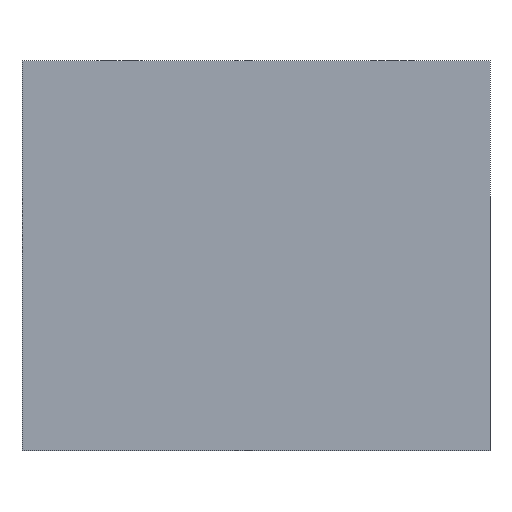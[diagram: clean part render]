
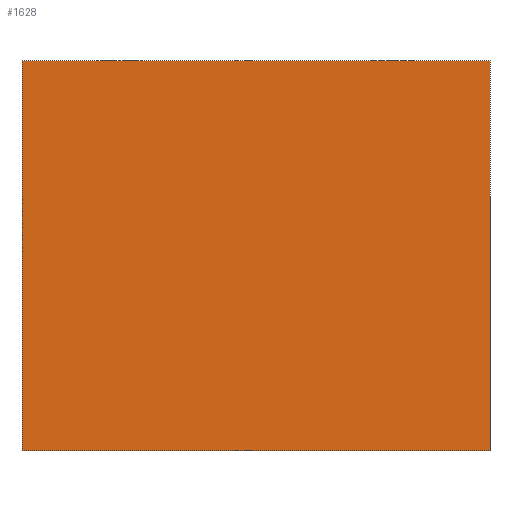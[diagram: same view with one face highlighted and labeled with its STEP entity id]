
A CAD part, front view. The second image highlights one B-rep face of the part: STEP entity #1628.
In plain terms, the highlighted planar face has unit normal (0, -1, 0).
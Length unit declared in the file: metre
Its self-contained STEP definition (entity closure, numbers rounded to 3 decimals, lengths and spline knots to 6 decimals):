
#334=ORIENTED_EDGE('',*,*,#831,.T.);
#335=ORIENTED_EDGE('',*,*,#832,.T.);
#336=ORIENTED_EDGE('',*,*,#796,.F.);
#337=ORIENTED_EDGE('',*,*,#833,.F.);
#796=EDGE_CURVE('',#1051,#1052,#1177,.T.);
#831=EDGE_CURVE('',#1076,#1077,#1193,.T.);
#832=EDGE_CURVE('',#1077,#1052,#1194,.T.);
#833=EDGE_CURVE('',#1076,#1051,#1195,.T.);
#1051=VERTEX_POINT('',#2660);
#1052=VERTEX_POINT('',#2662);
#1076=VERTEX_POINT('',#2731);
#1077=VERTEX_POINT('',#2732);
#1177=LINE('',#2661,#1299);
#1193=LINE('',#2730,#1315);
#1194=LINE('',#2733,#1316);
#1195=LINE('',#2734,#1317);
#1299=VECTOR('',#2071,1.);
#1315=VECTOR('',#2145,1.);
#1316=VECTOR('',#2146,1.);
#1317=VECTOR('',#2147,1.);
#1415=EDGE_LOOP('',(#334,#335,#336,#337));
#1509=FACE_BOUND('',#1415,.T.);
#1595=PLANE('',#1797);
#1628=ADVANCED_FACE('',(#1509),#1595,.F.);
#1797=AXIS2_PLACEMENT_3D('',#2729,#2143,#2144);
#2071=DIRECTION('',(1.,0.,0.));
#2143=DIRECTION('',(0.,1.,0.));
#2144=DIRECTION('',(0.,0.,1.));
#2145=DIRECTION('',(1.,0.,0.));
#2146=DIRECTION('',(0.,0.,1.));
#2147=DIRECTION('',(0.,0.,1.));
#2660=CARTESIAN_POINT('',(0.,-0.006035,0.02));
#2661=CARTESIAN_POINT('',(0.017,-0.006035,0.02));
#2662=CARTESIAN_POINT('',(0.024,-0.006035,0.02));
#2729=CARTESIAN_POINT('',(0.017,-0.006035,0.02));
#2730=CARTESIAN_POINT('',(0.017,-0.006035,0.));
#2731=CARTESIAN_POINT('',(0.,-0.006035,0.));
#2732=CARTESIAN_POINT('',(0.024,-0.006035,0.));
#2733=CARTESIAN_POINT('',(0.024,-0.006035,0.013));
#2734=CARTESIAN_POINT('',(0.,-0.006035,0.013));
